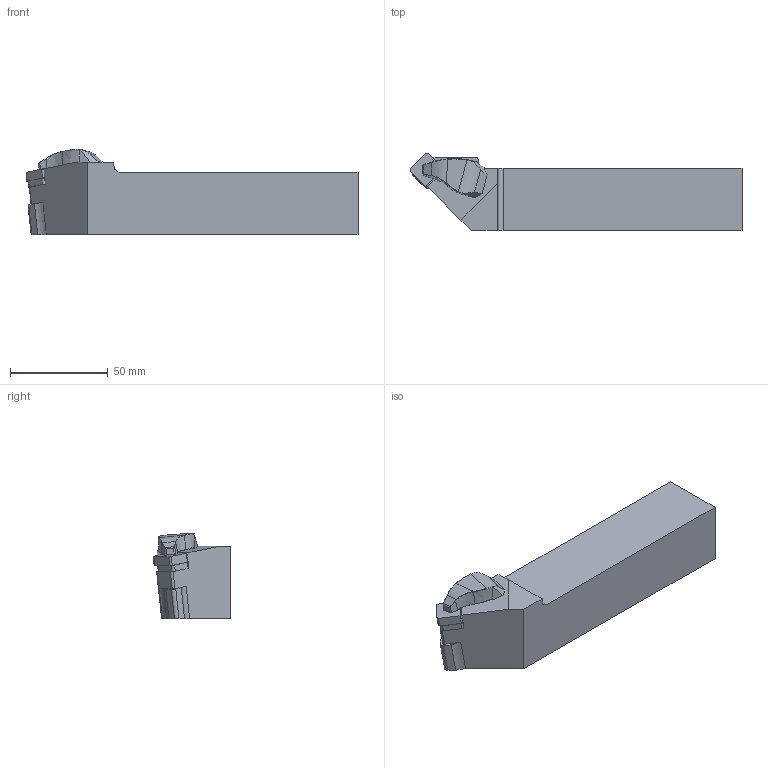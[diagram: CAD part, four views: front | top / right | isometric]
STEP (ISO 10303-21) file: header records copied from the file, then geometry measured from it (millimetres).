
FILE_DESCRIPTION(/* description */ (''),/* implementation_level */ '2;1');
FILE_NAME(/* name */ 'TSSNL-3232-P12-H.stp',/* time_stamp */ '2023-10-17T14:18:29+03:00',/* author */ (''),/* organization */ (''),/* preprocessor_version */ 'ST-DEVELOPER v19.4',/* originating_system */ 'SIEMENS PLM Software NX2306.3001',/* authorisation */ '');
FILE_SCHEMA (('AUTOMOTIVE_DESIGN { 1 0 10303 214 3 1 1 1 }'));
Length unit declared in the file: millimetre
Products named in the file (1): TSSNL-3232-P12-H
Bounding box: 169.5 x 39.61 x 43.8 mm (x, y, z)
Volume: 168060 mm3; surface area: 24551.9 mm2
Topology: 2 solids, 2 shells, 126 faces, 331 edges, 208 vertices
Faces by surface type: plane 67, cylinder 22, bspline 21, cone 13, extrusion 2, torus 1
Entity records: 4112 total; most frequent: CARTESIAN_POINT 1120, ORIENTED_EDGE 658, DIRECTION 518, EDGE_CURVE 329, VERTEX_POINT 208, VECTOR 180, LINE 178, AXIS2_PLACEMENT_3D 169
